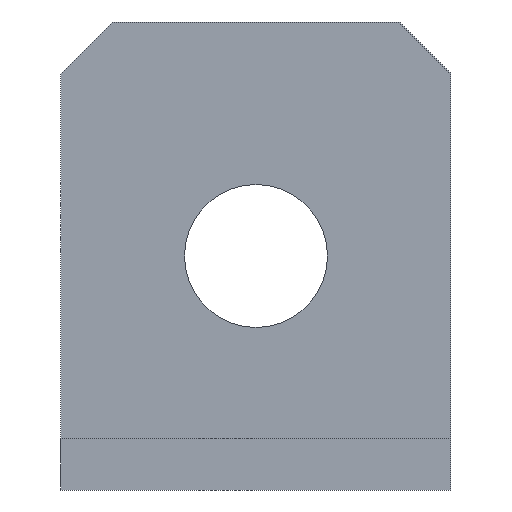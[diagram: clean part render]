
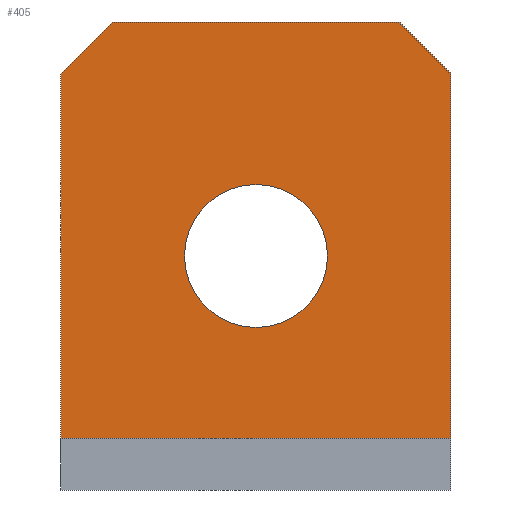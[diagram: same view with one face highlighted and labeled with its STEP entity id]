
A CAD part, front view. The second image highlights one B-rep face of the part: STEP entity #405.
In plain terms, the highlighted planar face has unit normal (0, -1, 0).
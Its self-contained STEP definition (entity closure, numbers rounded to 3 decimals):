
#48=DIRECTION('',(0.,0.,-1.));
#49=VECTOR('',#48,14.);
#50=CARTESIAN_POINT('',(-7.5,3.1,14.));
#51=LINE('',#50,#49);
#98=DIRECTION('',(0.,0.,-1.));
#99=VECTOR('',#98,14.);
#100=CARTESIAN_POINT('',(7.5,3.1,14.));
#101=LINE('',#100,#99);
#112=CARTESIAN_POINT('',(0.,3.1,7.));
#113=DIRECTION('',(0.,-1.,0.));
#114=DIRECTION('',(1.,0.,0.));
#115=AXIS2_PLACEMENT_3D('',#112,#113,#114);
#120=CARTESIAN_POINT('',(0.,3.1,7.));
#121=DIRECTION('',(0.,-1.,0.));
#122=DIRECTION('',(-1.,0.,0.));
#123=AXIS2_PLACEMENT_3D('',#120,#121,#122);
#128=DIRECTION('',(-0.707,0.,0.707));
#129=VECTOR('',#128,2.828);
#130=CARTESIAN_POINT('',(7.5,3.1,14.));
#131=LINE('',#130,#129);
#135=DIRECTION('',(1.,0.,0.));
#136=VECTOR('',#135,15.);
#137=CARTESIAN_POINT('',(-7.5,3.1,0.));
#138=LINE('',#137,#136);
#142=DIRECTION('',(-0.707,0.,-0.707));
#143=VECTOR('',#142,2.828);
#144=CARTESIAN_POINT('',(-5.5,3.1,16.));
#145=LINE('',#144,#143);
#228=DIRECTION('',(1.,0.,0.));
#229=VECTOR('',#228,11.);
#230=CARTESIAN_POINT('',(-5.5,3.1,16.));
#231=LINE('',#230,#229);
#250=CARTESIAN_POINT('',(-7.5,3.1,0.));
#251=VERTEX_POINT('',#250);
#252=CARTESIAN_POINT('',(7.5,3.1,0.));
#253=VERTEX_POINT('',#252);
#258=CARTESIAN_POINT('',(2.75,3.1,7.));
#259=CARTESIAN_POINT('',(-2.75,3.1,7.));
#260=VERTEX_POINT('',#258);
#261=VERTEX_POINT('',#259);
#262=CARTESIAN_POINT('',(7.5,3.1,14.));
#263=CARTESIAN_POINT('',(5.5,3.1,16.));
#264=VERTEX_POINT('',#262);
#265=VERTEX_POINT('',#263);
#270=CARTESIAN_POINT('',(-5.5,3.1,16.));
#271=CARTESIAN_POINT('',(-7.5,3.1,14.));
#272=VERTEX_POINT('',#270);
#273=VERTEX_POINT('',#271);
#383=CARTESIAN_POINT('',(-9.,3.1,0.));
#384=DIRECTION('',(0.,1.,0.));
#385=DIRECTION('',(0.,0.,1.));
#386=AXIS2_PLACEMENT_3D('',#383,#384,#385);
#387=PLANE('',#386);
#389=ORIENTED_EDGE('',*,*,#388,.F.);
#390=ORIENTED_EDGE('',*,*,#374,.T.);
#391=ORIENTED_EDGE('',*,*,#310,.F.);
#392=ORIENTED_EDGE('',*,*,#328,.F.);
#394=ORIENTED_EDGE('',*,*,#393,.F.);
#396=ORIENTED_EDGE('',*,*,#395,.T.);
#397=EDGE_LOOP('',(#389,#390,#391,#392,#394,#396));
#398=FACE_OUTER_BOUND('',#397,.F.);
#400=ORIENTED_EDGE('',*,*,#399,.T.);
#402=ORIENTED_EDGE('',*,*,#401,.T.);
#403=EDGE_LOOP('',(#400,#402));
#404=FACE_BOUND('',#403,.F.);
#116=CIRCLE('',#115,2.75);
#124=CIRCLE('',#123,2.75);
#310=EDGE_CURVE('',#251,#253,#138,.T.);
#328=EDGE_CURVE('',#273,#251,#51,.T.);
#374=EDGE_CURVE('',#264,#253,#101,.T.);
#388=EDGE_CURVE('',#264,#265,#131,.T.);
#393=EDGE_CURVE('',#272,#273,#145,.T.);
#395=EDGE_CURVE('',#272,#265,#231,.T.);
#399=EDGE_CURVE('',#260,#261,#116,.T.);
#401=EDGE_CURVE('',#261,#260,#124,.T.);
#405=ADVANCED_FACE('',(#398,#404),#387,.F.);
